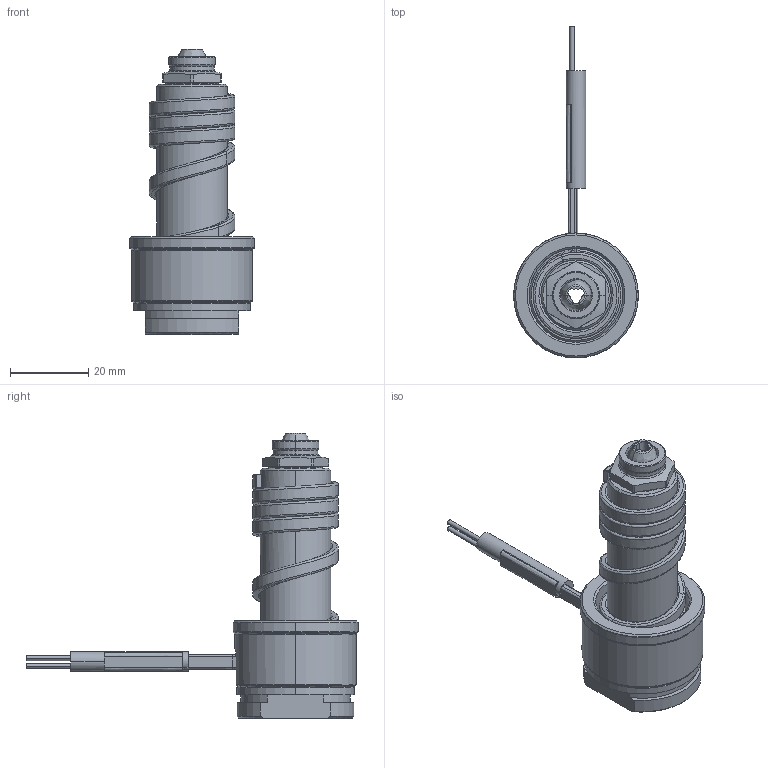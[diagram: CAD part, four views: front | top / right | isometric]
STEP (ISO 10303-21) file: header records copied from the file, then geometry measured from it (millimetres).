
FILE_DESCRIPTION((''),'2;1');
FILE_NAME('SM-76-CEG','2014-03-04T',('Íàòàëüÿ'),('IMID'),'PRO/ENGINEER BY PARAMETRIC TECHNOLOGY CORPORATION, 2010180','PRO/ENGINEER BY PARAMETRIC TECHNOLOGY CORPORATION, 2010180','');
FILE_SCHEMA(('CONFIG_CONTROL_DESIGN'));
Length unit declared in the file: millimetre
Products named in the file (1): SM-76-CEG
Bounding box: 32 x 85 x 73.2 mm (x, y, z)
Volume: 27689.8 mm3; surface area: 16269.6 mm2
Topology: 1 solids, 11 shells, 316 faces, 801 edges, 479 vertices
Faces by surface type: cylinder 116, plane 55, bspline 55, cone 50, torus 24, revolution 9, extrusion 7
Entity records: 15682 total; most frequent: CARTESIAN_POINT 8384, ORIENTED_EDGE 1546, DIRECTION 1447, EDGE_CURVE 793, AXIS2_PLACEMENT_3D 579, VERTEX_POINT 479, EDGE_LOOP 340, CIRCLE 333
